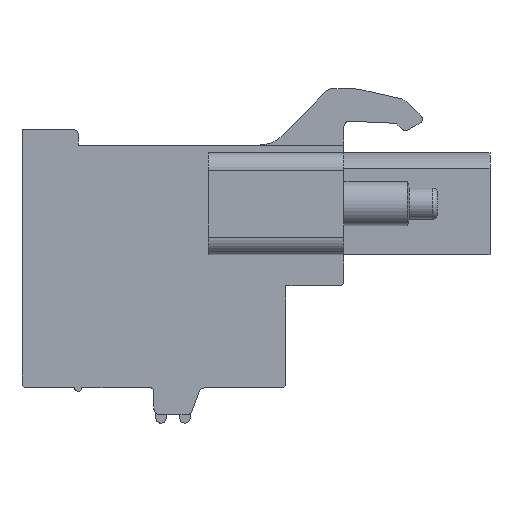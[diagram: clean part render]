
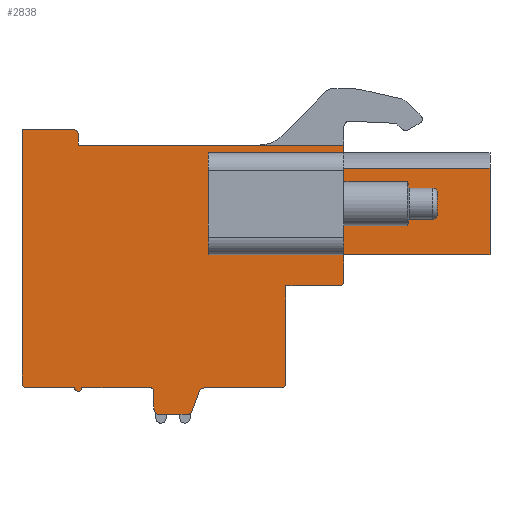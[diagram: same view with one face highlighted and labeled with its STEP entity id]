
A CAD part, left-side view. The second image highlights one B-rep face of the part: STEP entity #2838.
In plain terms, the highlighted planar face has unit normal (-1, 0, 0).
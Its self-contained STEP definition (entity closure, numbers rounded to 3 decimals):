
#1=DIRECTION('',(0.,-1.,0.));
#2=VECTOR('',#1,6.1);
#3=CARTESIAN_POINT('',(0.,2.04,0.73));
#4=LINE('',#3,#2);
#5=DIRECTION('',(0.,0.,1.));
#6=VECTOR('',#5,5.8);
#7=CARTESIAN_POINT('',(0.,-4.06,0.73));
#8=LINE('',#7,#6);
#9=DIRECTION('',(0.,1.,0.));
#10=VECTOR('',#9,6.1);
#11=CARTESIAN_POINT('',(0.,-4.06,6.53));
#12=LINE('',#11,#10);
#13=CARTESIAN_POINT('',(0.,-2.06,-6.54));
#14=DIRECTION('',(1.,0.,0.));
#15=DIRECTION('',(0.,-1.,0.));
#16=AXIS2_PLACEMENT_3D('',#13,#14,#15);
#18=DIRECTION('',(0.,1.,0.));
#19=VECTOR('',#18,4.34);
#20=CARTESIAN_POINT('',(0.,-2.06,-6.84));
#21=LINE('',#20,#19);
#22=CARTESIAN_POINT('',(0.,2.28,-7.14));
#23=DIRECTION('',(-1.,0.,0.));
#24=DIRECTION('',(0.,0.,1.));
#25=AXIS2_PLACEMENT_3D('',#22,#23,#24);
#27=DIRECTION('',(0.,0.345,-0.939));
#28=VECTOR('',#27,1.179);
#29=CARTESIAN_POINT('',(0.,2.562,-7.037));
#30=LINE('',#29,#28);
#31=CARTESIAN_POINT('',(0.,3.25,-8.04));
#32=DIRECTION('',(1.,0.,0.));
#33=DIRECTION('',(0.,-0.939,-0.345));
#34=AXIS2_PLACEMENT_3D('',#31,#32,#33);
#36=DIRECTION('',(0.,1.,0.));
#37=VECTOR('',#36,1.59);
#38=CARTESIAN_POINT('',(0.,3.25,-8.34));
#39=LINE('',#38,#37);
#40=CARTESIAN_POINT('',(0.,4.84,-8.04));
#41=DIRECTION('',(1.,0.,0.));
#42=DIRECTION('',(0.,0.,-1.));
#43=AXIS2_PLACEMENT_3D('',#40,#41,#42);
#45=DIRECTION('',(0.,0.,1.));
#46=VECTOR('',#45,1.);
#47=CARTESIAN_POINT('',(0.,5.14,-8.04));
#48=LINE('',#47,#46);
#49=CARTESIAN_POINT('',(0.,5.34,-7.04));
#50=DIRECTION('',(-1.,0.,0.));
#51=DIRECTION('',(0.,-1.,0.));
#52=AXIS2_PLACEMENT_3D('',#49,#50,#51);
#54=DIRECTION('',(0.,1.,0.));
#55=VECTOR('',#54,3.9);
#56=CARTESIAN_POINT('',(0.,5.34,-6.84));
#57=LINE('',#56,#55);
#58=CARTESIAN_POINT('',(0.,9.44,-6.84));
#59=DIRECTION('',(1.,0.,0.));
#60=DIRECTION('',(0.,-1.,0.));
#61=AXIS2_PLACEMENT_3D('',#58,#59,#60);
#63=DIRECTION('',(0.,1.,0.));
#64=VECTOR('',#63,2.7);
#65=CARTESIAN_POINT('',(0.,9.64,-6.84));
#66=LINE('',#65,#64);
#67=CARTESIAN_POINT('',(0.,12.34,-6.54));
#68=DIRECTION('',(1.,0.,0.));
#69=DIRECTION('',(0.,0.,-1.));
#70=AXIS2_PLACEMENT_3D('',#67,#68,#69);
#72=DIRECTION('',(0.,0.,1.));
#73=VECTOR('',#72,0.5);
#74=CARTESIAN_POINT('',(0.,12.64,-6.54));
#75=LINE('',#74,#73);
#76=DIRECTION('',(0.,0.,1.));
#77=VECTOR('',#76,13.9);
#78=CARTESIAN_POINT('',(0.,12.64,-6.04));
#79=LINE('',#78,#77);
#80=DIRECTION('',(0.,-1.,0.));
#81=VECTOR('',#80,2.9);
#82=CARTESIAN_POINT('',(0.,12.64,7.86));
#83=LINE('',#82,#81);
#84=CARTESIAN_POINT('',(0.,9.74,7.56));
#85=DIRECTION('',(1.,0.,0.));
#86=DIRECTION('',(0.,0.,1.));
#87=AXIS2_PLACEMENT_3D('',#84,#85,#86);
#89=DIRECTION('',(0.,0.,-1.));
#90=VECTOR('',#89,0.6);
#91=CARTESIAN_POINT('',(0.,9.44,7.56));
#92=LINE('',#91,#90);
#93=DIRECTION('',(0.,-1.,0.));
#94=VECTOR('',#93,15.1);
#95=CARTESIAN_POINT('',(0.,9.44,6.96));
#96=LINE('',#95,#94);
#97=DIRECTION('',(0.,0.,-1.));
#98=VECTOR('',#97,1.325);
#99=CARTESIAN_POINT('',(0.,-5.66,6.96));
#100=LINE('',#99,#98);
#101=DIRECTION('',(0.,1.,0.));
#102=VECTOR('',#101,8.3);
#103=CARTESIAN_POINT('',(0.,-13.96,5.635));
#104=LINE('',#103,#102);
#105=DIRECTION('',(0.,1.,0.));
#106=VECTOR('',#105,8.3);
#107=CARTESIAN_POINT('',(0.,-13.96,0.73));
#108=LINE('',#107,#106);
#109=DIRECTION('',(0.,0.,-1.));
#110=VECTOR('',#109,1.47);
#111=CARTESIAN_POINT('',(0.,-5.66,0.73));
#112=LINE('',#111,#110);
#113=CARTESIAN_POINT('',(0.,-5.36,-0.74));
#114=DIRECTION('',(-1.,0.,0.));
#115=DIRECTION('',(0.,0.,-1.));
#116=AXIS2_PLACEMENT_3D('',#113,#114,#115);
#250=DIRECTION('',(0.,0.,1.));
#251=VECTOR('',#250,5.8);
#252=CARTESIAN_POINT('',(0.,2.04,0.73));
#253=LINE('',#252,#251);
#587=DIRECTION('',(0.,-1.,0.));
#588=VECTOR('',#587,3.);
#589=CARTESIAN_POINT('',(0.,-2.36,-1.04));
#590=LINE('',#589,#588);
#739=DIRECTION('',(0.,0.,1.));
#740=VECTOR('',#739,4.905);
#741=CARTESIAN_POINT('',(0.,-13.96,0.73));
#742=LINE('',#741,#740);
#917=DIRECTION('',(0.,0.,1.));
#918=VECTOR('',#917,5.5);
#919=CARTESIAN_POINT('',(0.,-2.36,-6.54));
#920=LINE('',#919,#918);
#2119=CARTESIAN_POINT('',(0.,12.34,-6.84));
#2120=CARTESIAN_POINT('',(0.,12.64,-6.54));
#2121=VERTEX_POINT('',#2119);
#2122=VERTEX_POINT('',#2120);
#2123=CARTESIAN_POINT('',(0.,12.64,-6.04));
#2124=VERTEX_POINT('',#2123);
#2125=CARTESIAN_POINT('',(0.,12.64,7.86));
#2126=VERTEX_POINT('',#2125);
#2127=CARTESIAN_POINT('',(0.,9.74,7.86));
#2128=VERTEX_POINT('',#2127);
#2129=CARTESIAN_POINT('',(0.,9.44,7.56));
#2130=VERTEX_POINT('',#2129);
#2131=CARTESIAN_POINT('',(0.,9.44,6.96));
#2132=VERTEX_POINT('',#2131);
#2133=CARTESIAN_POINT('',(0.,-5.66,6.96));
#2134=VERTEX_POINT('',#2133);
#2135=CARTESIAN_POINT('',(0.,-2.36,-6.54));
#2136=CARTESIAN_POINT('',(0.,-2.06,-6.84));
#2137=VERTEX_POINT('',#2135);
#2138=VERTEX_POINT('',#2136);
#2139=CARTESIAN_POINT('',(0.,2.28,-6.84));
#2140=VERTEX_POINT('',#2139);
#2141=CARTESIAN_POINT('',(0.,2.562,-7.037));
#2142=VERTEX_POINT('',#2141);
#2143=CARTESIAN_POINT('',(0.,2.968,-8.143));
#2144=VERTEX_POINT('',#2143);
#2145=CARTESIAN_POINT('',(0.,3.25,-8.34));
#2146=VERTEX_POINT('',#2145);
#2147=CARTESIAN_POINT('',(0.,4.84,-8.34));
#2148=VERTEX_POINT('',#2147);
#2149=CARTESIAN_POINT('',(0.,5.14,-8.04));
#2150=VERTEX_POINT('',#2149);
#2151=CARTESIAN_POINT('',(0.,5.14,-7.04));
#2152=VERTEX_POINT('',#2151);
#2153=CARTESIAN_POINT('',(0.,5.34,-6.84));
#2154=VERTEX_POINT('',#2153);
#2155=CARTESIAN_POINT('',(0.,9.24,-6.84));
#2156=VERTEX_POINT('',#2155);
#2157=CARTESIAN_POINT('',(0.,9.64,-6.84));
#2158=VERTEX_POINT('',#2157);
#2223=CARTESIAN_POINT('',(0.,-13.96,0.73));
#2224=VERTEX_POINT('',#2223);
#2225=CARTESIAN_POINT('',(0.,-5.66,0.73));
#2226=VERTEX_POINT('',#2225);
#2263=CARTESIAN_POINT('',(0.,-13.96,5.635));
#2265=VERTEX_POINT('',#2263);
#2523=CARTESIAN_POINT('',(0.,2.04,0.73));
#2524=CARTESIAN_POINT('',(0.,2.04,6.53));
#2525=VERTEX_POINT('',#2523);
#2526=VERTEX_POINT('',#2524);
#2531=CARTESIAN_POINT('',(0.,-4.06,0.73));
#2533=VERTEX_POINT('',#2531);
#2535=CARTESIAN_POINT('',(0.,-4.06,6.53));
#2537=VERTEX_POINT('',#2535);
#2539=CARTESIAN_POINT('',(0.,-5.66,5.635));
#2540=VERTEX_POINT('',#2539);
#2687=CARTESIAN_POINT('',(0.,-5.36,-1.04));
#2688=CARTESIAN_POINT('',(0.,-5.66,-0.74));
#2689=VERTEX_POINT('',#2687);
#2690=VERTEX_POINT('',#2688);
#2691=CARTESIAN_POINT('',(0.,-2.36,-1.04));
#2692=VERTEX_POINT('',#2691);
#2767=CARTESIAN_POINT('',(0.,0.,0.));
#2768=DIRECTION('',(1.,0.,0.));
#2769=DIRECTION('',(0.,-1.,0.));
#2770=AXIS2_PLACEMENT_3D('',#2767,#2768,#2769);
#2771=PLANE('',#2770);
#2773=ORIENTED_EDGE('',*,*,#2772,.F.);
#2775=ORIENTED_EDGE('',*,*,#2774,.F.);
#2777=ORIENTED_EDGE('',*,*,#2776,.T.);
#2779=ORIENTED_EDGE('',*,*,#2778,.T.);
#2781=ORIENTED_EDGE('',*,*,#2780,.T.);
#2783=ORIENTED_EDGE('',*,*,#2782,.T.);
#2785=ORIENTED_EDGE('',*,*,#2784,.T.);
#2787=ORIENTED_EDGE('',*,*,#2786,.T.);
#2789=ORIENTED_EDGE('',*,*,#2788,.T.);
#2791=ORIENTED_EDGE('',*,*,#2790,.T.);
#2793=ORIENTED_EDGE('',*,*,#2792,.T.);
#2795=ORIENTED_EDGE('',*,*,#2794,.T.);
#2797=ORIENTED_EDGE('',*,*,#2796,.T.);
#2799=ORIENTED_EDGE('',*,*,#2798,.T.);
#2801=ORIENTED_EDGE('',*,*,#2800,.T.);
#2803=ORIENTED_EDGE('',*,*,#2802,.T.);
#2805=ORIENTED_EDGE('',*,*,#2804,.T.);
#2807=ORIENTED_EDGE('',*,*,#2806,.T.);
#2809=ORIENTED_EDGE('',*,*,#2808,.T.);
#2811=ORIENTED_EDGE('',*,*,#2810,.T.);
#2813=ORIENTED_EDGE('',*,*,#2812,.T.);
#2815=ORIENTED_EDGE('',*,*,#2814,.T.);
#2817=ORIENTED_EDGE('',*,*,#2816,.F.);
#2819=ORIENTED_EDGE('',*,*,#2818,.F.);
#2821=ORIENTED_EDGE('',*,*,#2820,.T.);
#2823=ORIENTED_EDGE('',*,*,#2822,.T.);
#2825=ORIENTED_EDGE('',*,*,#2824,.F.);
#2826=EDGE_LOOP('',(#2773,#2775,#2777,#2779,#2781,#2783,#2785,#2787,#2789,#2791,
#2793,#2795,#2797,#2799,#2801,#2803,#2805,#2807,#2809,#2811,#2813,#2815,#2817,
#2819,#2821,#2823,#2825));
#2827=FACE_OUTER_BOUND('',#2826,.F.);
#2829=ORIENTED_EDGE('',*,*,#2828,.T.);
#2831=ORIENTED_EDGE('',*,*,#2830,.T.);
#2833=ORIENTED_EDGE('',*,*,#2832,.T.);
#2835=ORIENTED_EDGE('',*,*,#2834,.F.);
#2836=EDGE_LOOP('',(#2829,#2831,#2833,#2835));
#2837=FACE_BOUND('',#2836,.F.);
#2838=ADVANCED_FACE('',(#2827,#2837),#2771,.F.);
#17=CIRCLE('',#16,0.3);
#26=CIRCLE('',#25,0.3);
#35=CIRCLE('',#34,0.3);
#44=CIRCLE('',#43,0.3);
#53=CIRCLE('',#52,0.2);
#62=CIRCLE('',#61,0.2);
#71=CIRCLE('',#70,0.3);
#88=CIRCLE('',#87,0.3);
#117=CIRCLE('',#116,0.3);
#2772=EDGE_CURVE('',#2692,#2689,#590,.T.);
#2774=EDGE_CURVE('',#2137,#2692,#920,.T.);
#2776=EDGE_CURVE('',#2137,#2138,#17,.T.);
#2778=EDGE_CURVE('',#2138,#2140,#21,.T.);
#2780=EDGE_CURVE('',#2140,#2142,#26,.T.);
#2782=EDGE_CURVE('',#2142,#2144,#30,.T.);
#2784=EDGE_CURVE('',#2144,#2146,#35,.T.);
#2786=EDGE_CURVE('',#2146,#2148,#39,.T.);
#2788=EDGE_CURVE('',#2148,#2150,#44,.T.);
#2790=EDGE_CURVE('',#2150,#2152,#48,.T.);
#2792=EDGE_CURVE('',#2152,#2154,#53,.T.);
#2794=EDGE_CURVE('',#2154,#2156,#57,.T.);
#2796=EDGE_CURVE('',#2156,#2158,#62,.T.);
#2798=EDGE_CURVE('',#2158,#2121,#66,.T.);
#2800=EDGE_CURVE('',#2121,#2122,#71,.T.);
#2802=EDGE_CURVE('',#2122,#2124,#75,.T.);
#2804=EDGE_CURVE('',#2124,#2126,#79,.T.);
#2806=EDGE_CURVE('',#2126,#2128,#83,.T.);
#2808=EDGE_CURVE('',#2128,#2130,#88,.T.);
#2810=EDGE_CURVE('',#2130,#2132,#92,.T.);
#2812=EDGE_CURVE('',#2132,#2134,#96,.T.);
#2814=EDGE_CURVE('',#2134,#2540,#100,.T.);
#2816=EDGE_CURVE('',#2265,#2540,#104,.T.);
#2818=EDGE_CURVE('',#2224,#2265,#742,.T.);
#2820=EDGE_CURVE('',#2224,#2226,#108,.T.);
#2822=EDGE_CURVE('',#2226,#2690,#112,.T.);
#2824=EDGE_CURVE('',#2689,#2690,#117,.T.);
#2828=EDGE_CURVE('',#2525,#2533,#4,.T.);
#2830=EDGE_CURVE('',#2533,#2537,#8,.T.);
#2832=EDGE_CURVE('',#2537,#2526,#12,.T.);
#2834=EDGE_CURVE('',#2525,#2526,#253,.T.);
